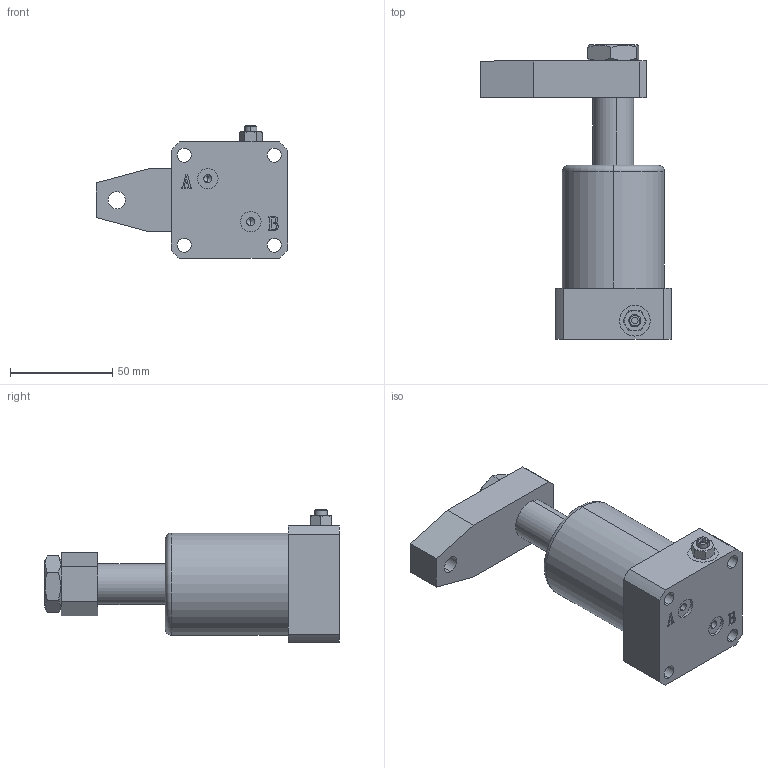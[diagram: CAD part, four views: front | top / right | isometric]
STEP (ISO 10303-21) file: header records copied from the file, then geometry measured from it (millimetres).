
FILE_DESCRIPTION (( 'STEP AP203' ), '1' );
FILE_NAME ('HSL-MF32S.STEP', '2020-09-15T03:48:22', ( '微软用户' ), ( '微软中国' ), 'SwSTEP 2.0', 'SolidWorks 2012', '' );
FILE_SCHEMA (( 'CONFIG_CONTROL_DESIGN' ));
Length unit declared in the file: millimetre
Products named in the file (6): HSL-MF32S; G1-4覃厒概; hex thin nuts grades ab gb_GB_FASTENER_NUT_STNABTT M16X1.5-N; HSL-MF32S揤旋杻秶; HSL-32S活塞杆; HSL-MF32蛌褒詰掛极
Assembly tree (5 placements, depth 2):
  HSL-MF32S
    HSL-MF32蛌褒詰掛极
    HSL-32S活塞杆
    HSL-MF32S揤旋杻秶
    hex thin nuts grades ab gb_GB_FASTENER_NUT_STNABTT M16X1.5-N
    G1-4覃厒概
Bounding box: 93.5 x 144 x 65 mm (x, y, z)
Volume: 225291.5 mm3; surface area: 50680.9 mm2
Topology: 5 solids, 5 shells, 198 faces, 466 edges, 296 vertices
Faces by surface type: plane 92, cylinder 50, cone 32, bspline 16, torus 8
Entity records: 7192 total; most frequent: CARTESIAN_POINT 2056, ORIENTED_EDGE 924, DIRECTION 920, EDGE_CURVE 462, AXIS2_PLACEMENT_3D 336, VERTEX_POINT 296, LINE 248, VECTOR 248
